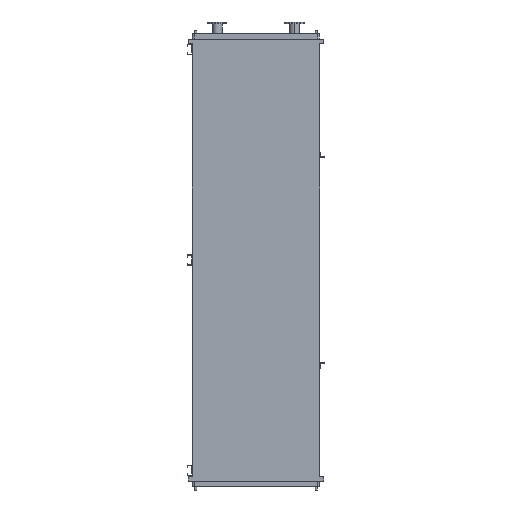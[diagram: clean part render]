
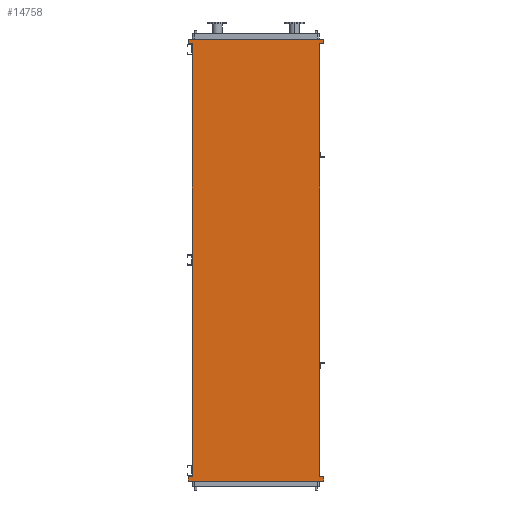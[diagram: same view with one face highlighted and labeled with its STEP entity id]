
A CAD part, front view. The second image highlights one B-rep face of the part: STEP entity #14758.
In plain terms, the highlighted planar face has unit normal (0, -1, 0).
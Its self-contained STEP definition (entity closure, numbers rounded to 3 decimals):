
#19 = DIRECTION ( 'NONE',  ( 0., 0., -1. ) ) ;
#31 = CARTESIAN_POINT ( 'NONE',  ( 771., 0., 43. ) ) ;
#100 = EDGE_CURVE ( 'NONE', #2947, #2436, #11199, .T. ) ;
#443 = ORIENTED_EDGE ( 'NONE', *, *, #11257, .F. ) ;
#722 = LINE ( 'NONE', #11372, #1653 ) ;
#825 = ORIENTED_EDGE ( 'NONE', *, *, #4020, .F. ) ;
#1268 = LINE ( 'NONE', #10686, #14374 ) ;
#1336 = CARTESIAN_POINT ( 'NONE',  ( 771., 0., -4893. ) ) ;
#1419 = ORIENTED_EDGE ( 'NONE', *, *, #14362, .F. ) ;
#1603 = EDGE_CURVE ( 'NONE', #14327, #6849, #1268, .T. ) ;
#1653 = VECTOR ( 'NONE', #11737, 1000. ) ;
#1731 = EDGE_CURVE ( 'NONE', #6365, #6912, #2650, .T. ) ;
#2345 = CARTESIAN_POINT ( 'NONE',  ( 725., 0., -4850. ) ) ;
#2350 = DIRECTION ( 'NONE',  ( 0., 0., -1. ) ) ;
#2366 = LINE ( 'NONE', #31, #11107 ) ;
#2436 = VERTEX_POINT ( 'NONE', #8513 ) ;
#2512 = DIRECTION ( 'NONE',  ( 0., 0., 1. ) ) ;
#2534 = CARTESIAN_POINT ( 'NONE',  ( 771., 0., 95. ) ) ;
#2650 = LINE ( 'NONE', #1336, #6678 ) ;
#2947 = VERTEX_POINT ( 'NONE', #13838 ) ;
#3370 = ORIENTED_EDGE ( 'NONE', *, *, #7085, .F. ) ;
#3399 = VECTOR ( 'NONE', #11204, 1000. ) ;
#3602 = CARTESIAN_POINT ( 'NONE',  ( 725., 0., 43. ) ) ;
#3805 = DIRECTION ( 'NONE',  ( 0., 0., 1. ) ) ;
#3972 = CARTESIAN_POINT ( 'NONE',  ( 725., 0., -4893. ) ) ;
#4020 = EDGE_CURVE ( 'NONE', #4210, #14898, #8436, .T. ) ;
#4198 = CARTESIAN_POINT ( 'NONE',  ( -771., 0., -4945. ) ) ;
#4210 = VERTEX_POINT ( 'NONE', #14732 ) ;
#4401 = VECTOR ( 'NONE', #14243, 1000. ) ;
#4457 = DIRECTION ( 'NONE',  ( -1., 0., 0. ) ) ;
#4591 = CARTESIAN_POINT ( 'NONE',  ( -725., 0., 43. ) ) ;
#4761 = PLANE ( 'NONE',  #11120 ) ;
#4979 = EDGE_LOOP ( 'NONE', ( #5106, #825, #1419, #3370, #12408, #13155, #8921, #443, #5665, #6095, #12553, #8289 ) ) ;
#5055 = CARTESIAN_POINT ( 'NONE',  ( 771., 0., -4945. ) ) ;
#5094 = VERTEX_POINT ( 'NONE', #8790 ) ;
#5106 = ORIENTED_EDGE ( 'NONE', *, *, #5956, .T. ) ;
#5117 = CARTESIAN_POINT ( 'NONE',  ( 771., 0., -4945. ) ) ;
#5335 = DIRECTION ( 'NONE',  ( 1., 0., 0. ) ) ;
#5365 = CARTESIAN_POINT ( 'NONE',  ( 725., 0., 43. ) ) ;
#5395 = VECTOR ( 'NONE', #3805, 1000. ) ;
#5665 = ORIENTED_EDGE ( 'NONE', *, *, #12803, .F. ) ;
#5956 = EDGE_CURVE ( 'NONE', #13923, #14898, #9438, .T. ) ;
#6095 = ORIENTED_EDGE ( 'NONE', *, *, #9851, .F. ) ;
#6150 = VECTOR ( 'NONE', #8591, 1000. ) ;
#6365 = VERTEX_POINT ( 'NONE', #13115 ) ;
#6678 = VECTOR ( 'NONE', #19, 1000. ) ;
#6849 = VERTEX_POINT ( 'NONE', #4591 ) ;
#6912 = VERTEX_POINT ( 'NONE', #5055 ) ;
#7085 = EDGE_CURVE ( 'NONE', #2436, #5094, #10635, .T. ) ;
#7270 = DIRECTION ( 'NONE',  ( -1., 0., 0. ) ) ;
#7519 = LINE ( 'NONE', #12336, #9572 ) ;
#7596 = VECTOR ( 'NONE', #7270, 1000. ) ;
#7970 = LINE ( 'NONE', #14809, #8958 ) ;
#8270 = FACE_OUTER_BOUND ( 'NONE', #4979, .T. ) ;
#8289 = ORIENTED_EDGE ( 'NONE', *, *, #13828, .F. ) ;
#8436 = LINE ( 'NONE', #3602, #7596 ) ;
#8513 = CARTESIAN_POINT ( 'NONE',  ( -771., 0., 95. ) ) ;
#8591 = DIRECTION ( 'NONE',  ( 1., 0., 0. ) ) ;
#8637 = LINE ( 'NONE', #3972, #3399 ) ;
#8786 = CARTESIAN_POINT ( 'NONE',  ( 725., 0., -4893. ) ) ;
#8790 = CARTESIAN_POINT ( 'NONE',  ( 771., 0., 95. ) ) ;
#8921 = ORIENTED_EDGE ( 'NONE', *, *, #1603, .F. ) ;
#8958 = VECTOR ( 'NONE', #4457, 1000. ) ;
#9438 = LINE ( 'NONE', #2345, #4401 ) ;
#9572 = VECTOR ( 'NONE', #5335, 1000. ) ;
#9781 = LINE ( 'NONE', #5117, #11694 ) ;
#9851 = EDGE_CURVE ( 'NONE', #6912, #13957, #9781, .T. ) ;
#10443 = EDGE_CURVE ( 'NONE', #6849, #2947, #7970, .T. ) ;
#10635 = LINE ( 'NONE', #2534, #6150 ) ;
#10686 = CARTESIAN_POINT ( 'NONE',  ( -725., 0., -4850. ) ) ;
#10752 = DIRECTION ( 'NONE',  ( 0., -1., 0. ) ) ;
#11107 = VECTOR ( 'NONE', #13327, 1000. ) ;
#11120 = AXIS2_PLACEMENT_3D ( 'NONE', #14402, #10752, #2350 ) ;
#11199 = LINE ( 'NONE', #12051, #5395 ) ;
#11204 = DIRECTION ( 'NONE',  ( 1., 0., 0. ) ) ;
#11257 = EDGE_CURVE ( 'NONE', #11675, #14327, #7519, .T. ) ;
#11372 = CARTESIAN_POINT ( 'NONE',  ( -771., 0., -4945. ) ) ;
#11675 = VERTEX_POINT ( 'NONE', #14004 ) ;
#11694 = VECTOR ( 'NONE', #13370, 1000. ) ;
#11737 = DIRECTION ( 'NONE',  ( 0., 0., 1. ) ) ;
#12051 = CARTESIAN_POINT ( 'NONE',  ( -771., 0., 95. ) ) ;
#12336 = CARTESIAN_POINT ( 'NONE',  ( -771., 0., -4893. ) ) ;
#12408 = ORIENTED_EDGE ( 'NONE', *, *, #100, .F. ) ;
#12553 = ORIENTED_EDGE ( 'NONE', *, *, #1731, .F. ) ;
#12803 = EDGE_CURVE ( 'NONE', #13957, #11675, #722, .T. ) ;
#13115 = CARTESIAN_POINT ( 'NONE',  ( 771., 0., -4893. ) ) ;
#13155 = ORIENTED_EDGE ( 'NONE', *, *, #10443, .F. ) ;
#13327 = DIRECTION ( 'NONE',  ( 0., 0., -1. ) ) ;
#13370 = DIRECTION ( 'NONE',  ( -1., 0., 0. ) ) ;
#13828 = EDGE_CURVE ( 'NONE', #13923, #6365, #8637, .T. ) ;
#13838 = CARTESIAN_POINT ( 'NONE',  ( -771., 0., 43. ) ) ;
#13923 = VERTEX_POINT ( 'NONE', #8786 ) ;
#13957 = VERTEX_POINT ( 'NONE', #4198 ) ;
#14004 = CARTESIAN_POINT ( 'NONE',  ( -771., 0., -4893. ) ) ;
#14243 = DIRECTION ( 'NONE',  ( 0., 0., 1. ) ) ;
#14327 = VERTEX_POINT ( 'NONE', #14976 ) ;
#14362 = EDGE_CURVE ( 'NONE', #5094, #4210, #2366, .T. ) ;
#14374 = VECTOR ( 'NONE', #2512, 1000. ) ;
#14402 = CARTESIAN_POINT ( 'NONE',  ( -725., 0., -4850. ) ) ;
#14732 = CARTESIAN_POINT ( 'NONE',  ( 771., 0., 43. ) ) ;
#14758 = ADVANCED_FACE ( 'NONE', ( #8270 ), #4761, .T. ) ;
#14809 = CARTESIAN_POINT ( 'NONE',  ( -771., 0., 43. ) ) ;
#14898 = VERTEX_POINT ( 'NONE', #5365 ) ;
#14976 = CARTESIAN_POINT ( 'NONE',  ( -725., 0., -4893. ) ) ;
